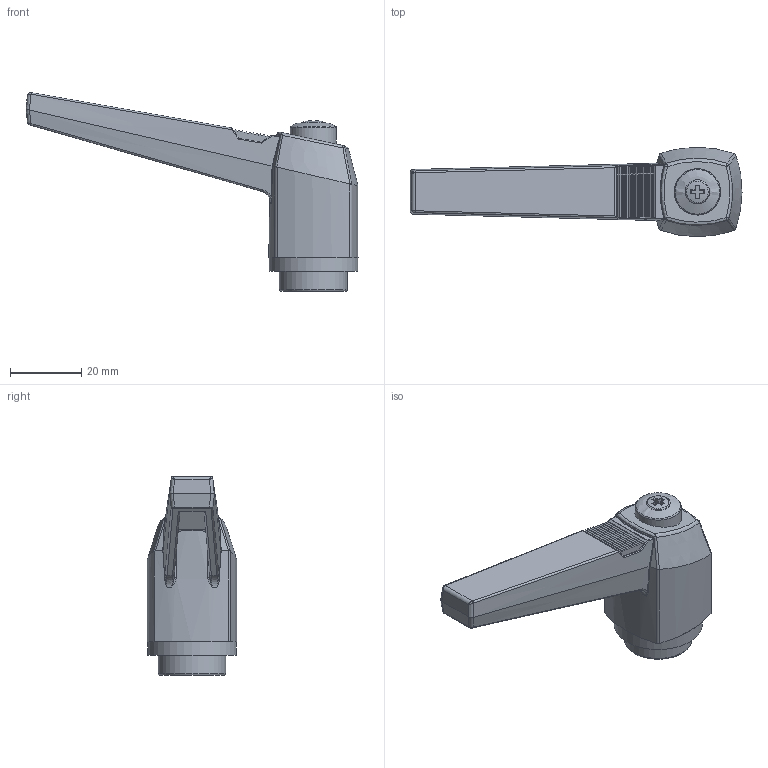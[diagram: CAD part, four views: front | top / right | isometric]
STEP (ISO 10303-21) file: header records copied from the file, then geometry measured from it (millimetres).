
FILE_DESCRIPTION( ( 'Unknown' ), '1' );
FILE_NAME( '6357020_KRB080.stp', 'Unknown', ( 'Unknown' ), ( 'Unknown' ), 'PSStep 11.0', 'Unknown', ' ' );
FILE_SCHEMA( ( 'AUTOMOTIVE_DESIGN { 1 0 10303 214 1 1 1 1 }' ) );
Length unit declared in the file: millimetre
Products named in the file (1): 1840030
Bounding box: 92.99 x 25 x 55.67 mm (x, y, z)
Volume: 25827 mm3; surface area: 13448.4 mm2
Topology: 1 solids, 3 shells, 464 faces, 1433 edges, 907 vertices
Faces by surface type: plane 158, cylinder 147, bspline 87, torus 64, sphere 6, cone 2
Full cylindrical faces by diameter (mm): 3.5 x1, 4 x1, 5 x1, 6.8 x1, 8 x1, 10.106 x1, 10.5 x1, 12.9 x1, 13 x1, 14 x1, 18 x1, 18.31 x1, 18.5 x1, 19 x1, 24.75 x1
Entity records: 26547 total; most frequent: CARTESIAN_POINT 11022, ORIENTED_EDGE 2766, DIRECTION 2138, EDGE_CURVE 1383, VERTEX_POINT 894, AXIS2_PLACEMENT_3D 770, LINE 598, VECTOR 598
